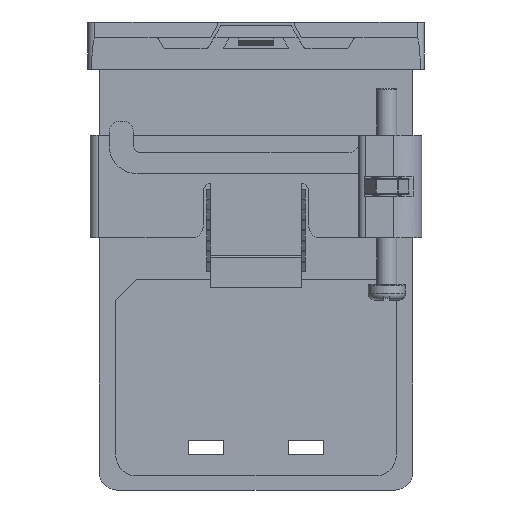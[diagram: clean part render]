
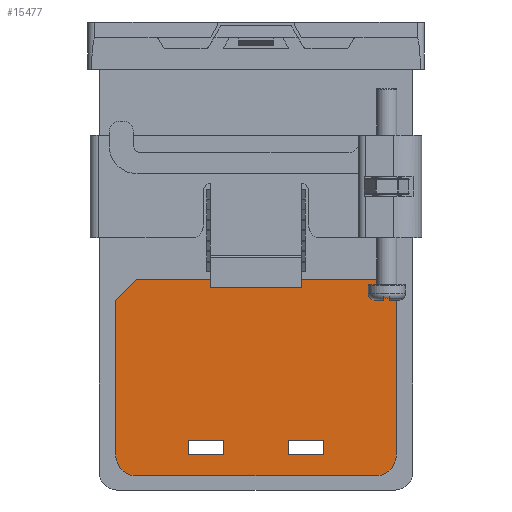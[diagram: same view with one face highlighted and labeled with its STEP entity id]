
A CAD part, front view. The second image highlights one B-rep face of the part: STEP entity #15477.
In plain terms, the highlighted planar face has unit normal (0, -1, 0).
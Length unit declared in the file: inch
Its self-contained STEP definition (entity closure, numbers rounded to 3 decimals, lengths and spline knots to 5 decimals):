
#549 = EDGE_CURVE ( 'NONE', #167313, #115863, #127076, .T. ) ;
#559 = CARTESIAN_POINT ( 'NONE',  ( -3.23799, -2.84431, 2.37589 ) ) ;
#961 = CARTESIAN_POINT ( 'NONE',  ( -4.0254, -2.84431, 3.79321 ) ) ;
#6109 = EDGE_CURVE ( 'NONE', #67111, #55343, #25525, .T. ) ;
#7125 = LINE ( 'NONE', #11013, #37414 ) ;
#7163 = DIRECTION ( 'NONE',  ( -0.707, 0., -0.707 ) ) ;
#7540 = LINE ( 'NONE', #40353, #145137 ) ;
#9402 = DIRECTION ( 'NONE',  ( 1., 0., 0. ) ) ;
#11013 = CARTESIAN_POINT ( 'NONE',  ( -4.8128, -2.84431, 3.79321 ) ) ;
#12673 = EDGE_CURVE ( 'NONE', #146459, #67111, #133837, .T. ) ;
#12740 = EDGE_CURVE ( 'NONE', #142093, #167313, #119791, .T. ) ;
#13873 = VERTEX_POINT ( 'NONE', #140189 ) ;
#15477 = ADVANCED_FACE ( 'NONE', ( #115274, #107187, #34227 ), #99466, .T. ) ;
#15798 = AXIS2_PLACEMENT_3D ( 'NONE', #138260, #112903, #113453 ) ;
#16533 = DIRECTION ( 'NONE',  ( 0., 0., 1. ) ) ;
#17857 = EDGE_CURVE ( 'NONE', #38794, #74059, #133729, .T. ) ;
#18772 = ORIENTED_EDGE ( 'NONE', *, *, #136076, .T. ) ;
#18854 = VECTOR ( 'NONE', #32560, 39.37008 ) ;
#19043 = DIRECTION ( 'NONE',  ( -1., 0., 0. ) ) ;
#21788 = VECTOR ( 'NONE', #69377, 39.37008 ) ;
#24237 = AXIS2_PLACEMENT_3D ( 'NONE', #81155, #68150, #120755 ) ;
#25525 = LINE ( 'NONE', #59179, #68082 ) ;
#27457 = CARTESIAN_POINT ( 'NONE',  ( -4.0254, -2.84431, 1.58849 ) ) ;
#27628 = DIRECTION ( 'NONE',  ( -1., 0., 0. ) ) ;
#30672 = VERTEX_POINT ( 'NONE', #124619 ) ;
#32560 = DIRECTION ( 'NONE',  ( 0., 0., 1. ) ) ;
#34227 = FACE_OUTER_BOUND ( 'NONE', #49786, .T. ) ;
#35045 = ORIENTED_EDGE ( 'NONE', *, *, #12740, .F. ) ;
#35898 = DIRECTION ( 'NONE',  ( 0., 0., -1. ) ) ;
#36917 = ORIENTED_EDGE ( 'NONE', *, *, #155908, .T. ) ;
#37414 = VECTOR ( 'NONE', #35898, 39.37008 ) ;
#37655 = DIRECTION ( 'NONE',  ( 0., -1., 0. ) ) ;
#38582 = CARTESIAN_POINT ( 'NONE',  ( -4.4063, -2.84431, 1.58849 ) ) ;
#38794 = VERTEX_POINT ( 'NONE', #55400 ) ;
#39355 = DIRECTION ( 'NONE',  ( 1., 0., 0. ) ) ;
#40084 = ORIENTED_EDGE ( 'NONE', *, *, #6109, .T. ) ;
#40353 = CARTESIAN_POINT ( 'NONE',  ( -4.20945, -2.84431, 3.79321 ) ) ;
#40845 = VECTOR ( 'NONE', #19043, 39.37008 ) ;
#41079 = CARTESIAN_POINT ( 'NONE',  ( -4.69469, -2.84431, 2.494 ) ) ;
#43704 = EDGE_CURVE ( 'NONE', #142093, #146769, #58269, .T. ) ;
#46294 = CARTESIAN_POINT ( 'NONE',  ( -3.84134, -2.84431, 1.58849 ) ) ;
#48386 = DIRECTION ( 'NONE',  ( -1., 0., 0. ) ) ;
#49056 = VECTOR ( 'NONE', #27628, 39.37008 ) ;
#49786 = EDGE_LOOP ( 'NONE', ( #52979, #18772, #36917, #158726, #152427, #75769, #109917, #74782 ) ) ;
#49842 = EDGE_LOOP ( 'NONE', ( #35045, #61696, #81621, #166990 ) ) ;
#50095 = VERTEX_POINT ( 'NONE', #559 ) ;
#50904 = CIRCLE ( 'NONE', #15798, 0.11811 ) ;
#51819 = DIRECTION ( 'NONE',  ( 0., -1., 0. ) ) ;
#52979 = ORIENTED_EDGE ( 'NONE', *, *, #138010, .T. ) ;
#53279 = LINE ( 'NONE', #110148, #18854 ) ;
#55343 = VERTEX_POINT ( 'NONE', #38582 ) ;
#55400 = CARTESIAN_POINT ( 'NONE',  ( -3.3561, -2.84431, 1.39163 ) ) ;
#58269 = LINE ( 'NONE', #138366, #88615 ) ;
#59179 = CARTESIAN_POINT ( 'NONE',  ( -4.4063, -2.84431, 3.79321 ) ) ;
#61696 = ORIENTED_EDGE ( 'NONE', *, *, #43704, .T. ) ;
#61991 = LINE ( 'NONE', #124414, #106550 ) ;
#65859 = VERTEX_POINT ( 'NONE', #41079 ) ;
#67111 = VERTEX_POINT ( 'NONE', #70889 ) ;
#67505 = CARTESIAN_POINT ( 'NONE',  ( -4.69469, -2.84431, 1.39163 ) ) ;
#67620 = DIRECTION ( 'NONE',  ( -1., 0., 0. ) ) ;
#68082 = VECTOR ( 'NONE', #84159, 39.37008 ) ;
#68150 = DIRECTION ( 'NONE',  ( 0., -1., 0. ) ) ;
#69377 = DIRECTION ( 'NONE',  ( 0., 0., 1. ) ) ;
#69991 = CARTESIAN_POINT ( 'NONE',  ( -4.0254, -2.84431, 1.39163 ) ) ;
#70889 = CARTESIAN_POINT ( 'NONE',  ( -4.4063, -2.84431, 1.50975 ) ) ;
#72197 = CARTESIAN_POINT ( 'NONE',  ( -4.0254, -2.84431, 1.50975 ) ) ;
#72863 = LINE ( 'NONE', #69991, #121435 ) ;
#74059 = VERTEX_POINT ( 'NONE', #93838 ) ;
#74782 = ORIENTED_EDGE ( 'NONE', *, *, #127104, .T. ) ;
#75543 = LINE ( 'NONE', #91560, #49056 ) ;
#75769 = ORIENTED_EDGE ( 'NONE', *, *, #110185, .T. ) ;
#78323 = EDGE_LOOP ( 'NONE', ( #91578, #94185, #154159, #40084 ) ) ;
#81155 = CARTESIAN_POINT ( 'NONE',  ( -3.3561, -2.84431, 1.50975 ) ) ;
#81530 = LINE ( 'NONE', #84637, #166639 ) ;
#81621 = ORIENTED_EDGE ( 'NONE', *, *, #123366, .T. ) ;
#84159 = DIRECTION ( 'NONE',  ( 0., 0., 1. ) ) ;
#84585 = VECTOR ( 'NONE', #67620, 39.37008 ) ;
#84637 = CARTESIAN_POINT ( 'NONE',  ( -3.71043, -2.84431, 3.47825 ) ) ;
#87017 = AXIS2_PLACEMENT_3D ( 'NONE', #101667, #37655, #9402 ) ;
#87876 = VERTEX_POINT ( 'NONE', #159818 ) ;
#88513 = LINE ( 'NONE', #107349, #21788 ) ;
#88615 = VECTOR ( 'NONE', #48386, 39.37008 ) ;
#91560 = CARTESIAN_POINT ( 'NONE',  ( -4.0254, -2.84431, 1.58849 ) ) ;
#91578 = ORIENTED_EDGE ( 'NONE', *, *, #117092, .F. ) ;
#93838 = CARTESIAN_POINT ( 'NONE',  ( -3.23799, -2.84431, 1.50975 ) ) ;
#94185 = ORIENTED_EDGE ( 'NONE', *, *, #165650, .F. ) ;
#97935 = DIRECTION ( 'NONE',  ( -1., 0., 0. ) ) ;
#99466 = PLANE ( 'NONE',  #159379 ) ;
#99953 = CARTESIAN_POINT ( 'NONE',  ( -3.84134, -2.84431, 1.50975 ) ) ;
#101667 = CARTESIAN_POINT ( 'NONE',  ( -4.69469, -2.84431, 1.50975 ) ) ;
#102543 = CARTESIAN_POINT ( 'NONE',  ( -4.8128, -2.84431, 2.37589 ) ) ;
#102892 = EDGE_CURVE ( 'NONE', #30672, #65859, #61991, .T. ) ;
#106550 = VECTOR ( 'NONE', #97935, 39.37008 ) ;
#106825 = CARTESIAN_POINT ( 'NONE',  ( -4.20945, -2.84431, 1.50975 ) ) ;
#107187 = FACE_BOUND ( 'NONE', #78323, .T. ) ;
#107349 = CARTESIAN_POINT ( 'NONE',  ( -3.84134, -2.84431, 3.79321 ) ) ;
#109917 = ORIENTED_EDGE ( 'NONE', *, *, #102892, .T. ) ;
#110148 = CARTESIAN_POINT ( 'NONE',  ( -3.23799, -2.84431, 3.79321 ) ) ;
#110185 = EDGE_CURVE ( 'NONE', #50095, #30672, #50904, .T. ) ;
#112903 = DIRECTION ( 'NONE',  ( 0., -1., 0. ) ) ;
#113453 = DIRECTION ( 'NONE',  ( 1., 0., 0. ) ) ;
#115274 = FACE_BOUND ( 'NONE', #49842, .T. ) ;
#115863 = VERTEX_POINT ( 'NONE', #46294 ) ;
#115901 = CARTESIAN_POINT ( 'NONE',  ( -3.64449, -2.84431, 1.50975 ) ) ;
#117092 = EDGE_CURVE ( 'NONE', #13873, #55343, #75543, .T. ) ;
#119791 = LINE ( 'NONE', #149626, #146036 ) ;
#120001 = VERTEX_POINT ( 'NONE', #102543 ) ;
#120755 = DIRECTION ( 'NONE',  ( 1., 0., 0. ) ) ;
#121435 = VECTOR ( 'NONE', #162203, 39.37008 ) ;
#121849 = CIRCLE ( 'NONE', #87017, 0.11811 ) ;
#123366 = EDGE_CURVE ( 'NONE', #146769, #115863, #88513, .T. ) ;
#124414 = CARTESIAN_POINT ( 'NONE',  ( -4.0254, -2.84431, 2.494 ) ) ;
#124619 = CARTESIAN_POINT ( 'NONE',  ( -3.3561, -2.84431, 2.494 ) ) ;
#127076 = LINE ( 'NONE', #27457, #84585 ) ;
#127104 = EDGE_CURVE ( 'NONE', #65859, #120001, #81530, .T. ) ;
#130787 = VERTEX_POINT ( 'NONE', #67505 ) ;
#131743 = CARTESIAN_POINT ( 'NONE',  ( -3.64449, -2.84431, 1.58849 ) ) ;
#133729 = CIRCLE ( 'NONE', #24237, 0.11811 ) ;
#133837 = LINE ( 'NONE', #72197, #40845 ) ;
#136076 = EDGE_CURVE ( 'NONE', #87876, #130787, #121849, .T. ) ;
#138010 = EDGE_CURVE ( 'NONE', #120001, #87876, #7125, .T. ) ;
#138260 = CARTESIAN_POINT ( 'NONE',  ( -3.3561, -2.84431, 2.37589 ) ) ;
#138366 = CARTESIAN_POINT ( 'NONE',  ( -4.0254, -2.84431, 1.50975 ) ) ;
#140189 = CARTESIAN_POINT ( 'NONE',  ( -4.20945, -2.84431, 1.58849 ) ) ;
#142093 = VERTEX_POINT ( 'NONE', #115901 ) ;
#144989 = EDGE_CURVE ( 'NONE', #74059, #50095, #53279, .T. ) ;
#145137 = VECTOR ( 'NONE', #16533, 39.37008 ) ;
#146036 = VECTOR ( 'NONE', #148001, 39.37008 ) ;
#146459 = VERTEX_POINT ( 'NONE', #106825 ) ;
#146769 = VERTEX_POINT ( 'NONE', #99953 ) ;
#148001 = DIRECTION ( 'NONE',  ( 0., 0., 1. ) ) ;
#149626 = CARTESIAN_POINT ( 'NONE',  ( -3.64449, -2.84431, 3.79321 ) ) ;
#152427 = ORIENTED_EDGE ( 'NONE', *, *, #144989, .T. ) ;
#154159 = ORIENTED_EDGE ( 'NONE', *, *, #12673, .T. ) ;
#155908 = EDGE_CURVE ( 'NONE', #130787, #38794, #72863, .T. ) ;
#158726 = ORIENTED_EDGE ( 'NONE', *, *, #17857, .T. ) ;
#159379 = AXIS2_PLACEMENT_3D ( 'NONE', #961, #51819, #39355 ) ;
#159818 = CARTESIAN_POINT ( 'NONE',  ( -4.8128, -2.84431, 1.50975 ) ) ;
#162203 = DIRECTION ( 'NONE',  ( 1., 0., 0. ) ) ;
#165650 = EDGE_CURVE ( 'NONE', #146459, #13873, #7540, .T. ) ;
#166639 = VECTOR ( 'NONE', #7163, 39.37008 ) ;
#166990 = ORIENTED_EDGE ( 'NONE', *, *, #549, .F. ) ;
#167313 = VERTEX_POINT ( 'NONE', #131743 ) ;
